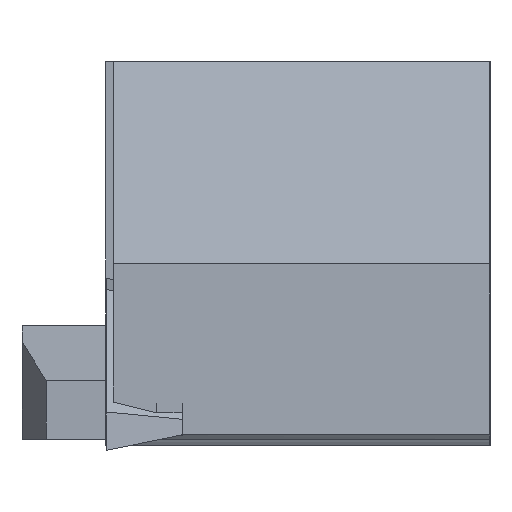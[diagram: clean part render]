
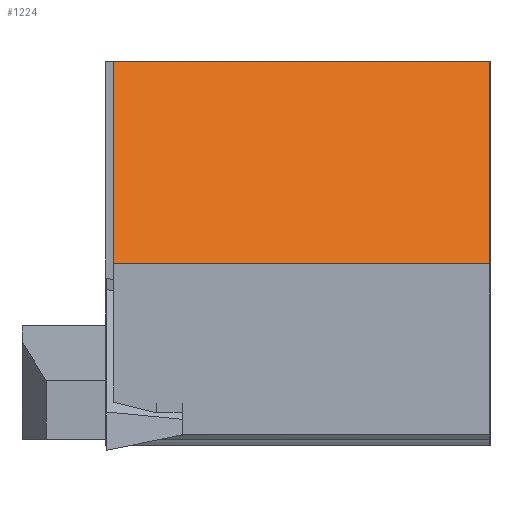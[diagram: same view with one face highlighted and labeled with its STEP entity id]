
A CAD part, left-side view. The second image highlights one B-rep face of the part: STEP entity #1224.
In plain terms, the highlighted planar face has unit normal (-0.616, 0, 0.788).
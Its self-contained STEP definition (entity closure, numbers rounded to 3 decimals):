
#13 = LINE ( 'NONE', #42, #1472 ) ;
#16 = CARTESIAN_POINT ( 'NONE',  ( 11.54, -16., -16. ) ) ;
#29 = DIRECTION ( 'NONE',  ( -0.788, 0., -0.616 ) ) ;
#36 = EDGE_CURVE ( 'NONE', #839, #970, #658, .T. ) ;
#42 = CARTESIAN_POINT ( 'NONE',  ( -3.388, -16., -27.663 ) ) ;
#107 = CARTESIAN_POINT ( 'NONE',  ( 0.754, -16., -24.427 ) ) ;
#197 = LINE ( 'NONE', #1722, #1234 ) ;
#271 = VERTEX_POINT ( 'NONE', #588 ) ;
#292 = ORIENTED_EDGE ( 'NONE', *, *, #36, .F. ) ;
#338 = VECTOR ( 'NONE', #1628, 1000. ) ;
#455 = CARTESIAN_POINT ( 'NONE',  ( 11.54, -0.3, -16. ) ) ;
#520 = DIRECTION ( 'NONE',  ( 0.788, 0., 0.616 ) ) ;
#588 = CARTESIAN_POINT ( 'NONE',  ( 0.754, -0.3, -24.427 ) ) ;
#592 = ORIENTED_EDGE ( 'NONE', *, *, #1179, .T. ) ;
#658 = LINE ( 'NONE', #1437, #338 ) ;
#718 = EDGE_CURVE ( 'NONE', #839, #271, #947, .T. ) ;
#734 = FACE_OUTER_BOUND ( 'NONE', #1083, .T. ) ;
#839 = VERTEX_POINT ( 'NONE', #455 ) ;
#893 = DIRECTION ( 'NONE',  ( -0.788, 0., -0.616 ) ) ;
#914 = EDGE_CURVE ( 'NONE', #970, #1690, #13, .T. ) ;
#947 = LINE ( 'NONE', #1601, #1284 ) ;
#970 = VERTEX_POINT ( 'NONE', #16 ) ;
#1083 = EDGE_LOOP ( 'NONE', ( #1751, #592, #1241, #292 ) ) ;
#1179 = EDGE_CURVE ( 'NONE', #271, #1690, #197, .T. ) ;
#1185 = AXIS2_PLACEMENT_3D ( 'NONE', #1574, #1622, #520 ) ;
#1224 = ADVANCED_FACE ( 'NONE', ( #734 ), #1527, .F. ) ;
#1234 = VECTOR ( 'NONE', #1651, 1000. ) ;
#1241 = ORIENTED_EDGE ( 'NONE', *, *, #914, .F. ) ;
#1284 = VECTOR ( 'NONE', #893, 1000. ) ;
#1437 = CARTESIAN_POINT ( 'NONE',  ( 11.54, -16., -16. ) ) ;
#1472 = VECTOR ( 'NONE', #29, 1000. ) ;
#1527 = PLANE ( 'NONE',  #1185 ) ;
#1574 = CARTESIAN_POINT ( 'NONE',  ( 16.66, 161.413, -12. ) ) ;
#1601 = CARTESIAN_POINT ( 'NONE',  ( 16.66, -0.3, -12. ) ) ;
#1622 = DIRECTION ( 'NONE',  ( 0.616, 0., -0.788 ) ) ;
#1628 = DIRECTION ( 'NONE',  ( 0., -1., 0. ) ) ;
#1651 = DIRECTION ( 'NONE',  ( 0., -1., 0. ) ) ;
#1690 = VERTEX_POINT ( 'NONE', #107 ) ;
#1722 = CARTESIAN_POINT ( 'NONE',  ( 0.754, 161.413, -24.427 ) ) ;
#1751 = ORIENTED_EDGE ( 'NONE', *, *, #718, .T. ) ;
